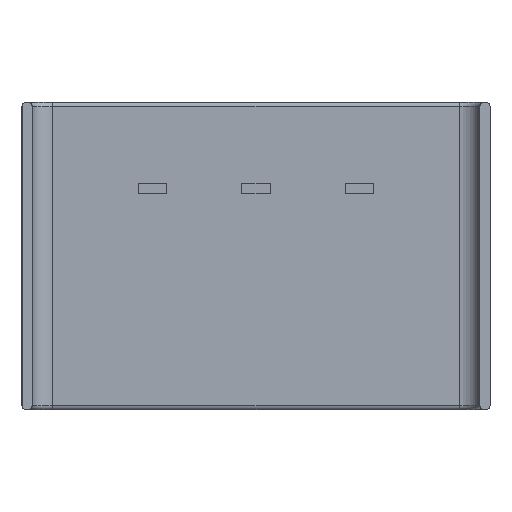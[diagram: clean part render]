
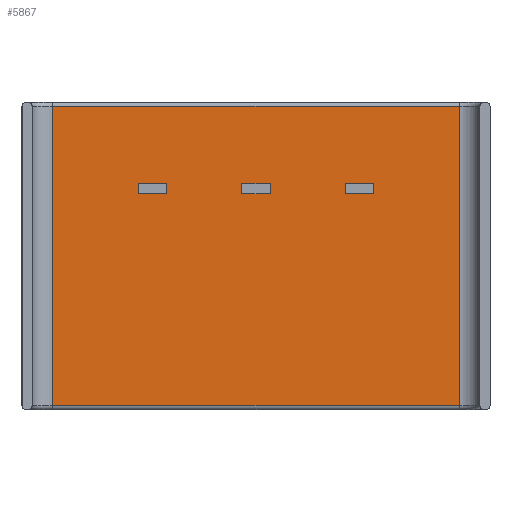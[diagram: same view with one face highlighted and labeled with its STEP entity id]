
A CAD part, front view. The second image highlights one B-rep face of the part: STEP entity #5867.
In plain terms, the highlighted planar face has unit normal (0, -1, 0).
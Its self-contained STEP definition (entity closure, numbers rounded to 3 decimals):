
#34 = ORIENTED_EDGE ( 'NONE', *, *, #2717, .T. ) ;
#120 = EDGE_CURVE ( 'NONE', #9018, #13671, #7460, .T. ) ;
#163 = VECTOR ( 'NONE', #3904, 1000. ) ;
#244 = VECTOR ( 'NONE', #889, 1000. ) ;
#252 = VERTEX_POINT ( 'NONE', #6859 ) ;
#261 = VECTOR ( 'NONE', #752, 1000. ) ;
#265 = EDGE_CURVE ( 'NONE', #13671, #9945, #14221, .T. ) ;
#274 = ORIENTED_EDGE ( 'NONE', *, *, #5796, .F. ) ;
#486 = VECTOR ( 'NONE', #7087, 1000. ) ;
#563 = VECTOR ( 'NONE', #6122, 1000. ) ;
#750 = CARTESIAN_POINT ( 'NONE',  ( -5., -4.59, 0.1 ) ) ;
#751 = VERTEX_POINT ( 'NONE', #10894 ) ;
#752 = DIRECTION ( 'NONE',  ( 1., 0., 0. ) ) ;
#889 = DIRECTION ( 'NONE',  ( -1., 0., 0. ) ) ;
#911 = VERTEX_POINT ( 'NONE', #2794 ) ;
#913 = LINE ( 'NONE', #5187, #261 ) ;
#917 = CARTESIAN_POINT ( 'NONE',  ( -2.89, -4.59, 5.55 ) ) ;
#990 = ORIENTED_EDGE ( 'NONE', *, *, #5686, .F. ) ;
#1160 = DIRECTION ( 'NONE',  ( -1., 0., 0. ) ) ;
#1286 = LINE ( 'NONE', #12379, #9226 ) ;
#1604 = LINE ( 'NONE', #13916, #2499 ) ;
#1630 = ORIENTED_EDGE ( 'NONE', *, *, #1794, .F. ) ;
#1794 = EDGE_CURVE ( 'NONE', #4834, #10013, #11202, .T. ) ;
#2012 = CARTESIAN_POINT ( 'NONE',  ( -2.19, -4.59, 5.3 ) ) ;
#2040 = CARTESIAN_POINT ( 'NONE',  ( 0.35, -4.59, 5.3 ) ) ;
#2126 = LINE ( 'NONE', #3433, #3422 ) ;
#2160 = CARTESIAN_POINT ( 'NONE',  ( 2.89, -4.59, 5.55 ) ) ;
#2262 = AXIS2_PLACEMENT_3D ( 'NONE', #9769, #10583, #14162 ) ;
#2499 = VECTOR ( 'NONE', #12717, 1000. ) ;
#2650 = LINE ( 'NONE', #11406, #3434 ) ;
#2717 = EDGE_CURVE ( 'NONE', #11504, #8694, #14173, .T. ) ;
#2747 = VECTOR ( 'NONE', #7067, 1000. ) ;
#2794 = CARTESIAN_POINT ( 'NONE',  ( -2.89, -4.59, 5.3 ) ) ;
#2806 = VECTOR ( 'NONE', #8613, 1000. ) ;
#2859 = LINE ( 'NONE', #8163, #2747 ) ;
#3073 = VERTEX_POINT ( 'NONE', #12863 ) ;
#3091 = CARTESIAN_POINT ( 'NONE',  ( -2.89, -4.59, 5.55 ) ) ;
#3196 = FACE_BOUND ( 'NONE', #4084, .T. ) ;
#3422 = VECTOR ( 'NONE', #4366, 1000. ) ;
#3433 = CARTESIAN_POINT ( 'NONE',  ( 2.19, -4.59, 5.55 ) ) ;
#3434 = VECTOR ( 'NONE', #12646, 1000. ) ;
#3598 = CARTESIAN_POINT ( 'NONE',  ( 2.19, -4.59, 5.55 ) ) ;
#3831 = VERTEX_POINT ( 'NONE', #14314 ) ;
#3873 = VECTOR ( 'NONE', #14000, 1000. ) ;
#3904 = DIRECTION ( 'NONE',  ( 0., 0., 1. ) ) ;
#3916 = CARTESIAN_POINT ( 'NONE',  ( 0.35, -4.59, 5.3 ) ) ;
#4084 = EDGE_LOOP ( 'NONE', ( #13206, #9806, #274, #11518 ) ) ;
#4139 = ORIENTED_EDGE ( 'NONE', *, *, #8915, .F. ) ;
#4181 = CARTESIAN_POINT ( 'NONE',  ( -2.19, -4.59, 5.55 ) ) ;
#4233 = LINE ( 'NONE', #3091, #3873 ) ;
#4366 = DIRECTION ( 'NONE',  ( 0., 0., -1. ) ) ;
#4393 = EDGE_CURVE ( 'NONE', #252, #7009, #9442, .T. ) ;
#4416 = EDGE_LOOP ( 'NONE', ( #8058, #34, #10919, #8509 ) ) ;
#4633 = CARTESIAN_POINT ( 'NONE',  ( 2.89, -4.59, 5.55 ) ) ;
#4660 = CARTESIAN_POINT ( 'NONE',  ( 2.89, -4.59, 5.3 ) ) ;
#4834 = VERTEX_POINT ( 'NONE', #4633 ) ;
#5095 = PLANE ( 'NONE',  #2262 ) ;
#5187 = CARTESIAN_POINT ( 'NONE',  ( -2.19, -4.59, 5.3 ) ) ;
#5401 = ORIENTED_EDGE ( 'NONE', *, *, #6235, .F. ) ;
#5425 = FACE_BOUND ( 'NONE', #6587, .T. ) ;
#5686 = EDGE_CURVE ( 'NONE', #9945, #911, #4233, .T. ) ;
#5709 = DIRECTION ( 'NONE',  ( 1., 0., 0. ) ) ;
#5796 = EDGE_CURVE ( 'NONE', #11123, #252, #1604, .T. ) ;
#5867 = ADVANCED_FACE ( 'NONE', ( #3196, #7622, #5425, #11847 ), #5095, .F. ) ;
#6053 = CARTESIAN_POINT ( 'NONE',  ( 2.89, -4.59, 5.55 ) ) ;
#6122 = DIRECTION ( 'NONE',  ( 1., 0., 0. ) ) ;
#6229 = CARTESIAN_POINT ( 'NONE',  ( 0.35, -4.59, 5.55 ) ) ;
#6235 = EDGE_CURVE ( 'NONE', #10013, #3073, #2126, .T. ) ;
#6405 = CARTESIAN_POINT ( 'NONE',  ( -5., -4.59, 0.1 ) ) ;
#6407 = CARTESIAN_POINT ( 'NONE',  ( -2.19, -4.59, 5.55 ) ) ;
#6587 = EDGE_LOOP ( 'NONE', ( #4139, #8400, #5401, #1630 ) ) ;
#6663 = CARTESIAN_POINT ( 'NONE',  ( 5., -4.59, 0.1 ) ) ;
#6703 = EDGE_CURVE ( 'NONE', #14421, #11123, #12434, .T. ) ;
#6859 = CARTESIAN_POINT ( 'NONE',  ( -0.35, -4.59, 5.3 ) ) ;
#7009 = VERTEX_POINT ( 'NONE', #2040 ) ;
#7067 = DIRECTION ( 'NONE',  ( 0., 0., 1. ) ) ;
#7087 = DIRECTION ( 'NONE',  ( 0., 0., 1. ) ) ;
#7460 = LINE ( 'NONE', #4181, #2806 ) ;
#7611 = ORIENTED_EDGE ( 'NONE', *, *, #9003, .F. ) ;
#7622 = FACE_OUTER_BOUND ( 'NONE', #4416, .T. ) ;
#7665 = EDGE_CURVE ( 'NONE', #8694, #3831, #2859, .T. ) ;
#7828 = DIRECTION ( 'NONE',  ( -1., 0., 0. ) ) ;
#8058 = ORIENTED_EDGE ( 'NONE', *, *, #13561, .F. ) ;
#8163 = CARTESIAN_POINT ( 'NONE',  ( 5., -4.59, 0. ) ) ;
#8175 = VECTOR ( 'NONE', #1160, 1000. ) ;
#8184 = LINE ( 'NONE', #6053, #486 ) ;
#8400 = ORIENTED_EDGE ( 'NONE', *, *, #13316, .F. ) ;
#8509 = ORIENTED_EDGE ( 'NONE', *, *, #9374, .T. ) ;
#8613 = DIRECTION ( 'NONE',  ( 0., 0., 1. ) ) ;
#8694 = VERTEX_POINT ( 'NONE', #6663 ) ;
#8915 = EDGE_CURVE ( 'NONE', #12113, #4834, #8184, .T. ) ;
#9003 = EDGE_CURVE ( 'NONE', #911, #9018, #913, .T. ) ;
#9018 = VERTEX_POINT ( 'NONE', #2012 ) ;
#9226 = VECTOR ( 'NONE', #5709, 1000. ) ;
#9374 = EDGE_CURVE ( 'NONE', #3831, #751, #13548, .T. ) ;
#9442 = LINE ( 'NONE', #3916, #10345 ) ;
#9769 = CARTESIAN_POINT ( 'NONE',  ( -5., -4.59, 0. ) ) ;
#9806 = ORIENTED_EDGE ( 'NONE', *, *, #4393, .F. ) ;
#9945 = VERTEX_POINT ( 'NONE', #917 ) ;
#10013 = VERTEX_POINT ( 'NONE', #3598 ) ;
#10345 = VECTOR ( 'NONE', #11587, 1000. ) ;
#10405 = VECTOR ( 'NONE', #7828, 1000. ) ;
#10509 = ORIENTED_EDGE ( 'NONE', *, *, #120, .F. ) ;
#10583 = DIRECTION ( 'NONE',  ( 0., 1., 0. ) ) ;
#10588 = CARTESIAN_POINT ( 'NONE',  ( -0.35, -4.59, 5.55 ) ) ;
#10894 = CARTESIAN_POINT ( 'NONE',  ( -5., -4.59, 7.45 ) ) ;
#10908 = ORIENTED_EDGE ( 'NONE', *, *, #265, .F. ) ;
#10919 = ORIENTED_EDGE ( 'NONE', *, *, #7665, .T. ) ;
#11051 = DIRECTION ( 'NONE',  ( -1., 0., 0. ) ) ;
#11123 = VERTEX_POINT ( 'NONE', #10588 ) ;
#11159 = CARTESIAN_POINT ( 'NONE',  ( -2.19, -4.59, 5.55 ) ) ;
#11202 = LINE ( 'NONE', #2160, #12671 ) ;
#11406 = CARTESIAN_POINT ( 'NONE',  ( -5., -4.59, 0. ) ) ;
#11504 = VERTEX_POINT ( 'NONE', #6405 ) ;
#11518 = ORIENTED_EDGE ( 'NONE', *, *, #6703, .F. ) ;
#11587 = DIRECTION ( 'NONE',  ( 1., 0., 0. ) ) ;
#11847 = FACE_BOUND ( 'NONE', #11957, .T. ) ;
#11957 = EDGE_LOOP ( 'NONE', ( #10509, #7611, #990, #10908 ) ) ;
#12113 = VERTEX_POINT ( 'NONE', #4660 ) ;
#12379 = CARTESIAN_POINT ( 'NONE',  ( 2.89, -4.59, 5.3 ) ) ;
#12434 = LINE ( 'NONE', #13375, #10405 ) ;
#12646 = DIRECTION ( 'NONE',  ( 0., 0., 1. ) ) ;
#12671 = VECTOR ( 'NONE', #11051, 1000. ) ;
#12717 = DIRECTION ( 'NONE',  ( 0., 0., -1. ) ) ;
#12863 = CARTESIAN_POINT ( 'NONE',  ( 2.19, -4.59, 5.3 ) ) ;
#12956 = CARTESIAN_POINT ( 'NONE',  ( 0.35, -4.59, 5.55 ) ) ;
#13206 = ORIENTED_EDGE ( 'NONE', *, *, #13500, .F. ) ;
#13316 = EDGE_CURVE ( 'NONE', #3073, #12113, #1286, .T. ) ;
#13375 = CARTESIAN_POINT ( 'NONE',  ( 0.35, -4.59, 5.55 ) ) ;
#13405 = CARTESIAN_POINT ( 'NONE',  ( -5., -4.59, 7.45 ) ) ;
#13500 = EDGE_CURVE ( 'NONE', #7009, #14421, #14022, .T. ) ;
#13548 = LINE ( 'NONE', #13405, #8175 ) ;
#13561 = EDGE_CURVE ( 'NONE', #11504, #751, #2650, .T. ) ;
#13671 = VERTEX_POINT ( 'NONE', #11159 ) ;
#13916 = CARTESIAN_POINT ( 'NONE',  ( -0.35, -4.59, 5.55 ) ) ;
#14000 = DIRECTION ( 'NONE',  ( 0., 0., -1. ) ) ;
#14022 = LINE ( 'NONE', #12956, #163 ) ;
#14162 = DIRECTION ( 'NONE',  ( 0., 0., 1. ) ) ;
#14173 = LINE ( 'NONE', #750, #563 ) ;
#14221 = LINE ( 'NONE', #6407, #244 ) ;
#14314 = CARTESIAN_POINT ( 'NONE',  ( 5., -4.59, 7.45 ) ) ;
#14421 = VERTEX_POINT ( 'NONE', #6229 ) ;
